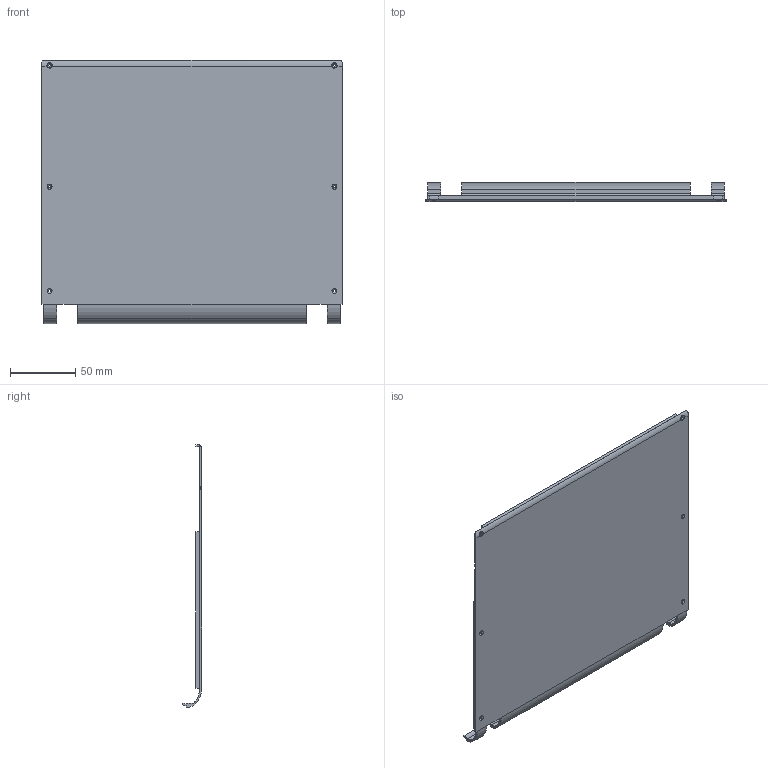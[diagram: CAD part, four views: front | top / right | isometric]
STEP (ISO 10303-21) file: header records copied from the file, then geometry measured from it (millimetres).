
FILE_DESCRIPTION(/* description */ (''),/* implementation_level */ '2;1');
FILE_NAME(/* name */ 'D_case.step',/* time_stamp */ '2021-05-16T17:44:21-04:00',/* author */ (''),/* organization */ (''),/* preprocessor_version */ 'ST-DEVELOPER v18.1',/* originating_system */ 'Autodesk Translation Framework v10.6.0.1341',/* authorisation */ '');
FILE_SCHEMA (('AUTOMOTIVE_DESIGN { 1 0 10303 214 3 1 1 }'));
Length unit declared in the file: millimetre
Products named in the file (1): D_case
Bounding box: 230.6 x 15 x 201.83 mm (x, y, z)
Volume: 72875.8 mm3; surface area: 99473.6 mm2
Topology: 1 solids, 1 shells, 96 faces, 252 edges, 160 vertices
Faces by surface type: plane 60, cylinder 30, cone 6
Full cylindrical faces by diameter (mm): 2 x6
Entity records: 3029 total; most frequent: CARTESIAN_POINT 563, DIRECTION 506, ORIENTED_EDGE 504, EDGE_CURVE 252, LINE 180, VECTOR 180, AXIS2_PLACEMENT_3D 163, VERTEX_POINT 160
